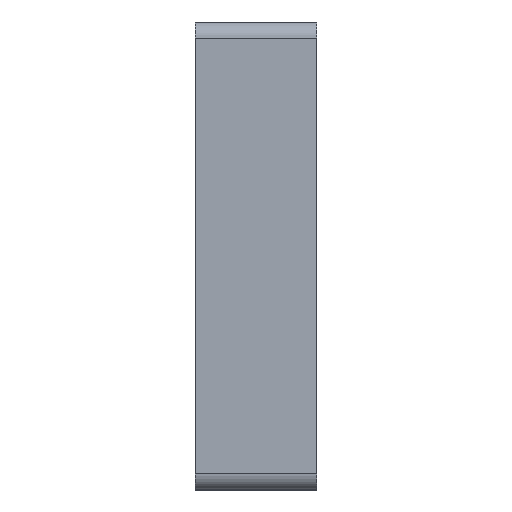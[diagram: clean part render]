
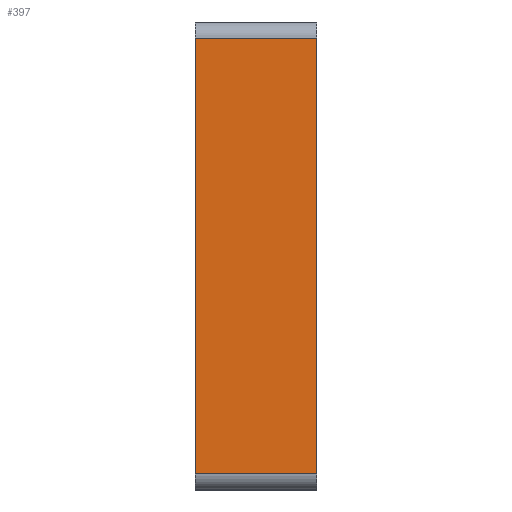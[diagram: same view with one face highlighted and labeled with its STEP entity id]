
A CAD part, top view. The second image highlights one B-rep face of the part: STEP entity #397.
In plain terms, the highlighted planar face has unit normal (0, 0, 1).
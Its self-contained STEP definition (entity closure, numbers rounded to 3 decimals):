
#65 = CARTESIAN_POINT ( 'NONE',  ( 8.75, 2.337, 7.337 ) ) ;
#97 = DIRECTION ( 'NONE',  ( 0., 1., 0. ) ) ;
#134 = CARTESIAN_POINT ( 'NONE',  ( -8.75, 2.337, 7.337 ) ) ;
#136 = ORIENTED_EDGE ( 'NONE', *, *, #479, .T. ) ;
#139 = LINE ( 'NONE', #704, #329 ) ;
#149 = DIRECTION ( 'NONE',  ( -1., 0., 0. ) ) ;
#157 = ORIENTED_EDGE ( 'NONE', *, *, #628, .T. ) ;
#329 = VECTOR ( 'NONE', #1333, 1000. ) ;
#334 = LINE ( 'NONE', #1205, #1339 ) ;
#346 = VERTEX_POINT ( 'NONE', #134 ) ;
#382 = EDGE_CURVE ( 'NONE', #556, #852, #139, .T. ) ;
#393 = CARTESIAN_POINT ( 'NONE',  ( -8.75, 0., 7.337 ) ) ;
#397 = ADVANCED_FACE ( 'NONE', ( #1037 ), #915, .F. ) ;
#466 = LINE ( 'NONE', #924, #863 ) ;
#479 = EDGE_CURVE ( 'NONE', #852, #346, #1281, .T. ) ;
#556 = VERTEX_POINT ( 'NONE', #842 ) ;
#628 = EDGE_CURVE ( 'NONE', #1301, #556, #334, .T. ) ;
#632 = DIRECTION ( 'NONE',  ( 0., -1., 0. ) ) ;
#651 = ORIENTED_EDGE ( 'NONE', *, *, #770, .F. ) ;
#704 = CARTESIAN_POINT ( 'NONE',  ( 8.75, 65.163, 7.337 ) ) ;
#770 = EDGE_CURVE ( 'NONE', #1301, #346, #466, .T. ) ;
#842 = CARTESIAN_POINT ( 'NONE',  ( 8.75, 65.163, 7.337 ) ) ;
#852 = VERTEX_POINT ( 'NONE', #1131 ) ;
#863 = VECTOR ( 'NONE', #1234, 1000. ) ;
#884 = VECTOR ( 'NONE', #632, 1000. ) ;
#915 = PLANE ( 'NONE',  #957 ) ;
#924 = CARTESIAN_POINT ( 'NONE',  ( -8.75, 2.337, 7.337 ) ) ;
#954 = EDGE_LOOP ( 'NONE', ( #1416, #136, #651, #157 ) ) ;
#957 = AXIS2_PLACEMENT_3D ( 'NONE', #1347, #1132, #149 ) ;
#1037 = FACE_OUTER_BOUND ( 'NONE', #954, .T. ) ;
#1131 = CARTESIAN_POINT ( 'NONE',  ( -8.75, 65.163, 7.337 ) ) ;
#1132 = DIRECTION ( 'NONE',  ( 0., 0., -1. ) ) ;
#1205 = CARTESIAN_POINT ( 'NONE',  ( 8.75, 0., 7.337 ) ) ;
#1234 = DIRECTION ( 'NONE',  ( -1., 0., 0. ) ) ;
#1281 = LINE ( 'NONE', #393, #884 ) ;
#1301 = VERTEX_POINT ( 'NONE', #65 ) ;
#1333 = DIRECTION ( 'NONE',  ( -1., 0., 0. ) ) ;
#1339 = VECTOR ( 'NONE', #97, 1000. ) ;
#1347 = CARTESIAN_POINT ( 'NONE',  ( 0., 0., 7.337 ) ) ;
#1416 = ORIENTED_EDGE ( 'NONE', *, *, #382, .T. ) ;
